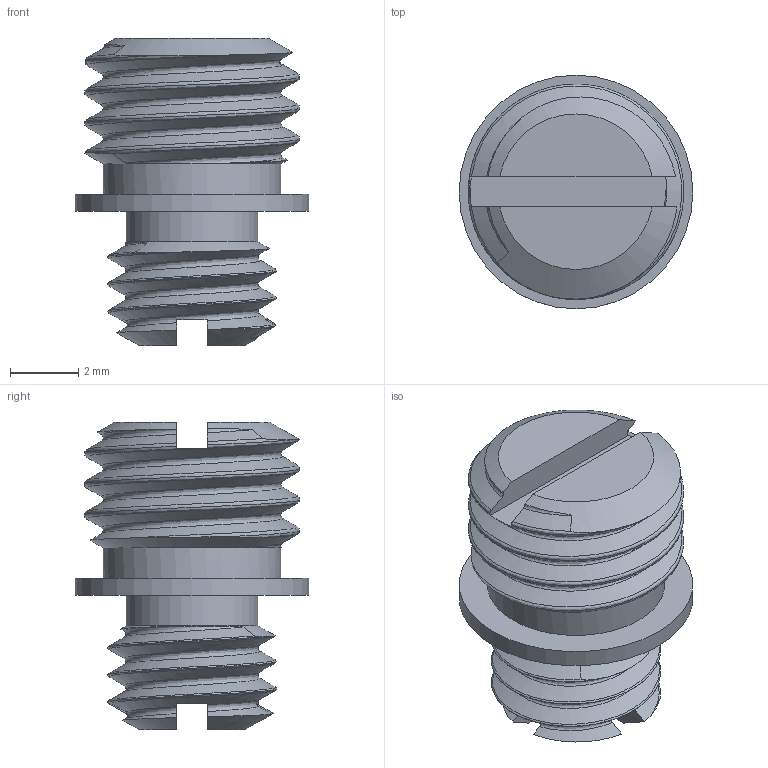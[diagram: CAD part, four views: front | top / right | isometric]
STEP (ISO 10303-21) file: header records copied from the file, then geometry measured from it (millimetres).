
FILE_DESCRIPTION(/* description */ (''),/* implementation_level */ '2;1');
FILE_NAME(/* name */ 'MHT160-2A.stp',/* time_stamp */ '2026-02-03T09:48:17-05:00',/* author */ ('cthayer'),/* organization */ (''),/* preprocessor_version */ 'ST-DEVELOPER v20',/* originating_system */ 'Autodesk Inventor 2025',/* authorisation */ '');
FILE_SCHEMA (('AUTOMOTIVE_DESIGN { 1 0 10303 214 3 1 1 }'));
Length unit declared in the file: inch
Products named in the file (2): MH108-30B; MHP10218
Assembly tree (1 placements, depth 2):
  MH108-30B
    MHP10218
Bounding box: 6.86 x 6.86 x 9.02 mm (x, y, z)
Volume: 177.6 mm3; surface area: 299.6 mm2
Topology: 1 solids, 1 shells, 58 faces, 159 edges, 105 vertices
Faces by surface type: bspline 26, plane 20, cone 9, cylinder 3
Full cylindrical faces by diameter (mm): 3.861 x1, 5.212 x1, 6.858 x1
Entity records: 4932 total; most frequent: CARTESIAN_POINT 3623, ORIENTED_EDGE 318, EDGE_CURVE 159, DIRECTION 127, B_SPLINE_CURVE_WITH_KNOTS 105, VERTEX_POINT 105, EDGE_LOOP 60, STYLED_ITEM 60
